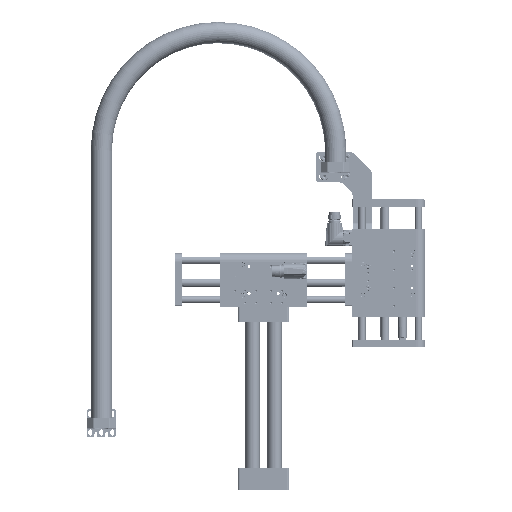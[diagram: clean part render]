
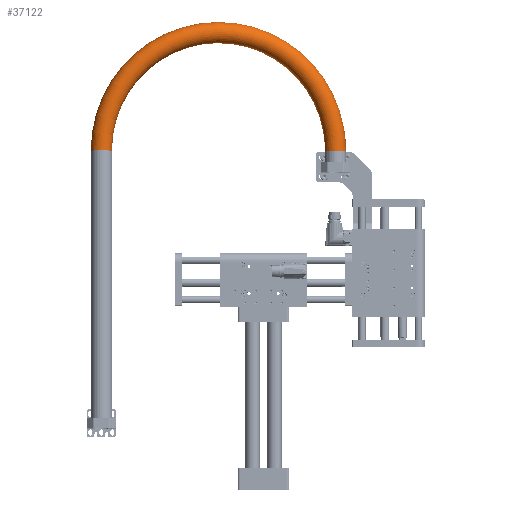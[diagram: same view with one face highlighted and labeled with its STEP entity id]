
A CAD part, top view. The second image highlights one B-rep face of the part: STEP entity #37122.
In plain terms, the highlighted toroidal (fillet/blend) face has major radius 161.245 mm and minor radius 14.5 mm.
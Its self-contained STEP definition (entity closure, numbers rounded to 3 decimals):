
#14172 = CARTESIAN_POINT ( 'NONE',  ( -360.319, 191.9, 49.946 ) ) ;
#16720 = ORIENTED_EDGE ( 'NONE', *, *, #35153, .F. ) ;
#25487 = EDGE_LOOP ( 'NONE', ( #77257 ) ) ;
#30152 = TOROIDAL_SURFACE ( 'NONE', #105112, 161.245, 14.5 ) ;
#33215 = DIRECTION ( 'NONE',  ( -0.992, 0., 0.124 ) ) ;
#35153 = EDGE_CURVE ( 'NONE', #164919, #164919, #126785, .T. ) ;
#37122 = ADVANCED_FACE ( 'NONE', ( #126033, #49677 ), #30152, .T. ) ;
#49677 = FACE_OUTER_BOUND ( 'NONE', #25487, .T. ) ;
#53251 = DIRECTION ( 'NONE',  ( -0.246, 0., -0.969 ) ) ;
#57338 = CIRCLE ( 'NONE', #98817, 14.5 ) ;
#66238 = CARTESIAN_POINT ( 'NONE',  ( -356.75, 191.9, 64. ) ) ;
#77257 = ORIENTED_EDGE ( 'NONE', *, *, #166102, .T. ) ;
#94779 = VERTEX_POINT ( 'NONE', #14172 ) ;
#98817 = AXIS2_PLACEMENT_3D ( 'NONE', #66238, #119134, #53251 ) ;
#105112 = AXIS2_PLACEMENT_3D ( 'NONE', #128621, #113882, #33215 ) ;
#110817 = CARTESIAN_POINT ( 'NONE',  ( -36.75, 191.9, 24. ) ) ;
#112885 = AXIS2_PLACEMENT_3D ( 'NONE', #110817, #123836, #164635 ) ;
#113882 = DIRECTION ( 'NONE',  ( -0.124, 0., -0.992 ) ) ;
#119134 = DIRECTION ( 'NONE',  ( 0., 1., 0. ) ) ;
#123836 = DIRECTION ( 'NONE',  ( 0., -1., 0. ) ) ;
#126033 = FACE_OUTER_BOUND ( 'NONE', #151666, .T. ) ;
#126785 = CIRCLE ( 'NONE', #112885, 14.5 ) ;
#128621 = CARTESIAN_POINT ( 'NONE',  ( -196.75, 191.9, 44. ) ) ;
#135468 = CARTESIAN_POINT ( 'NONE',  ( -36.75, 191.9, 9.5 ) ) ;
#151666 = EDGE_LOOP ( 'NONE', ( #16720 ) ) ;
#164635 = DIRECTION ( 'NONE',  ( 0., 0., -1. ) ) ;
#164919 = VERTEX_POINT ( 'NONE', #135468 ) ;
#166102 = EDGE_CURVE ( 'NONE', #94779, #94779, #57338, .T. ) ;
